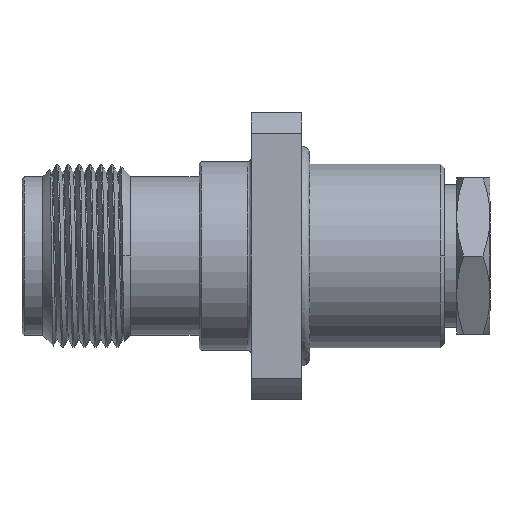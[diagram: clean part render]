
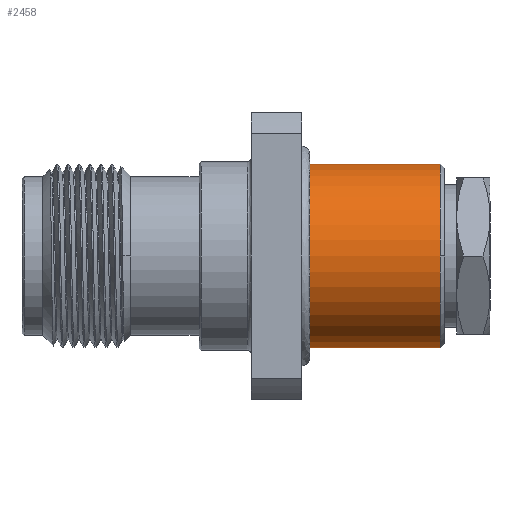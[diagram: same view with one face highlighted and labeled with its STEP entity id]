
A CAD part, front view. The second image highlights one B-rep face of the part: STEP entity #2458.
In plain terms, the highlighted cylindrical face has radius 5.601 mm (diameter 11.201 mm), a partial arc.
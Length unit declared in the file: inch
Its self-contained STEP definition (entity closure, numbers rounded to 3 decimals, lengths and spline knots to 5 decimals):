
#34 = CARTESIAN_POINT ( 'NONE',  ( 1.00291, 0., 0.2205 ) ) ;
#353 = DIRECTION ( 'NONE',  ( 1., 0., 0. ) ) ;
#678 = ORIENTED_EDGE ( 'NONE', *, *, #2759, .T. ) ;
#762 = DIRECTION ( 'NONE',  ( 0., 0., 1. ) ) ;
#769 = CARTESIAN_POINT ( 'NONE',  ( 0.646, 0., 0. ) ) ;
#772 = CIRCLE ( 'NONE', #2049, 0.2205 ) ;
#794 = DIRECTION ( 'NONE',  ( 0., 0., 1. ) ) ;
#878 = CARTESIAN_POINT ( 'NONE',  ( 0.646, 0., -0.2205 ) ) ;
#915 = VERTEX_POINT ( 'NONE', #878 ) ;
#1022 = ORIENTED_EDGE ( 'NONE', *, *, #1811, .T. ) ;
#1104 = CARTESIAN_POINT ( 'NONE',  ( 0., 0., -0.2205 ) ) ;
#1115 = DIRECTION ( 'NONE',  ( 0., 0., 1. ) ) ;
#1145 = VERTEX_POINT ( 'NONE', #34 ) ;
#1327 = AXIS2_PLACEMENT_3D ( 'NONE', #769, #5575, #794 ) ;
#1424 = CYLINDRICAL_SURFACE ( 'NONE', #3136, 0.2205 ) ;
#1638 = LINE ( 'NONE', #4617, #2132 ) ;
#1639 = EDGE_CURVE ( 'NONE', #2497, #1145, #772, .T. ) ;
#1640 = ORIENTED_EDGE ( 'NONE', *, *, #1870, .F. ) ;
#1811 = EDGE_CURVE ( 'NONE', #2714, #2497, #4221, .T. ) ;
#1870 = EDGE_CURVE ( 'NONE', #2463, #1145, #1638, .T. ) ;
#2049 = AXIS2_PLACEMENT_3D ( 'NONE', #4041, #5413, #1115 ) ;
#2132 = VECTOR ( 'NONE', #353, 39.37008 ) ;
#2220 = DIRECTION ( 'NONE',  ( 0., 0., 1. ) ) ;
#2246 = CARTESIAN_POINT ( 'NONE',  ( 0., 0., 0. ) ) ;
#2352 = LINE ( 'NONE', #1104, #2851 ) ;
#2361 = ORIENTED_EDGE ( 'NONE', *, *, #5075, .F. ) ;
#2458 = ADVANCED_FACE ( 'NONE', ( #5323 ), #1424, .T. ) ;
#2463 = VERTEX_POINT ( 'NONE', #4949 ) ;
#2497 = VERTEX_POINT ( 'NONE', #3509 ) ;
#2498 = CARTESIAN_POINT ( 'NONE',  ( 1.00291, 0., -0.2205 ) ) ;
#2714 = VERTEX_POINT ( 'NONE', #2498 ) ;
#2759 = EDGE_CURVE ( 'NONE', #2463, #915, #4322, .T. ) ;
#2812 = DIRECTION ( 'NONE',  ( -1., 0., 0. ) ) ;
#2851 = VECTOR ( 'NONE', #2812, 39.37008 ) ;
#3130 = AXIS2_PLACEMENT_3D ( 'NONE', #5029, #4701, #762 ) ;
#3136 = AXIS2_PLACEMENT_3D ( 'NONE', #2246, #5358, #2220 ) ;
#3309 = ORIENTED_EDGE ( 'NONE', *, *, #1639, .T. ) ;
#3509 = CARTESIAN_POINT ( 'NONE',  ( 1.00291, -0.2205, 0. ) ) ;
#4041 = CARTESIAN_POINT ( 'NONE',  ( 1.00291, 0., 0. ) ) ;
#4221 = CIRCLE ( 'NONE', #3130, 0.2205 ) ;
#4322 = CIRCLE ( 'NONE', #1327, 0.2205 ) ;
#4617 = CARTESIAN_POINT ( 'NONE',  ( 0., 0., 0.2205 ) ) ;
#4701 = DIRECTION ( 'NONE',  ( -1., 0., 0. ) ) ;
#4734 = EDGE_LOOP ( 'NONE', ( #1640, #678, #2361, #1022, #3309 ) ) ;
#4949 = CARTESIAN_POINT ( 'NONE',  ( 0.646, 0., 0.2205 ) ) ;
#5029 = CARTESIAN_POINT ( 'NONE',  ( 1.00291, 0., 0. ) ) ;
#5075 = EDGE_CURVE ( 'NONE', #2714, #915, #2352, .T. ) ;
#5323 = FACE_OUTER_BOUND ( 'NONE', #4734, .T. ) ;
#5358 = DIRECTION ( 'NONE',  ( -1., 0., 0. ) ) ;
#5413 = DIRECTION ( 'NONE',  ( -1., 0., 0. ) ) ;
#5575 = DIRECTION ( 'NONE',  ( 1., 0., 0. ) ) ;
